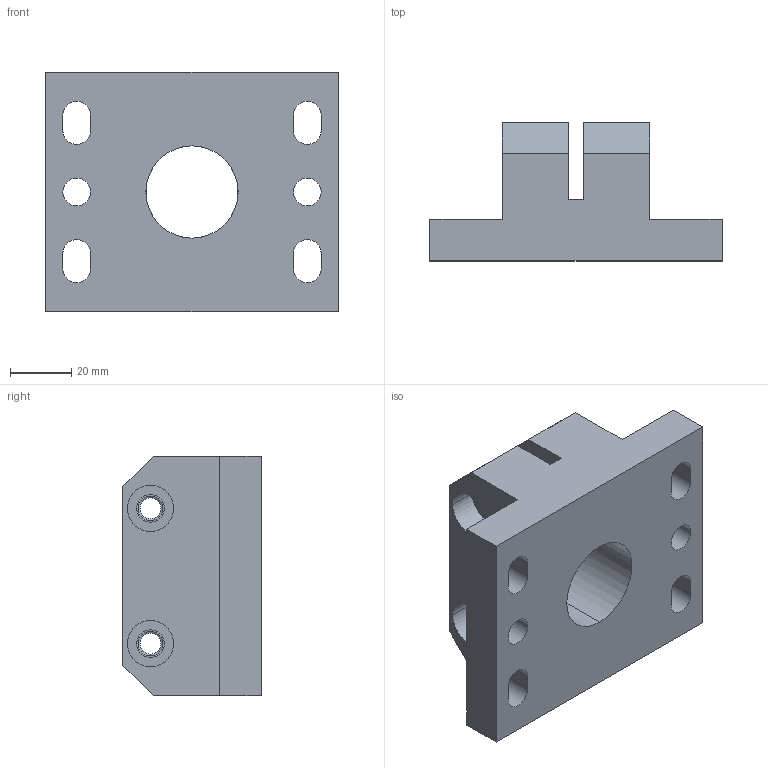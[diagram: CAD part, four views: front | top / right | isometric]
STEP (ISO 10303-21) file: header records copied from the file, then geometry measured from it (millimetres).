
FILE_DESCRIPTION(('Creo Elements/Direct Modeling STEP Export'),'2;1');
FILE_NAME('96.1025_Aufnahmesockel_Ø30.stp','2022-12-12T14:09:29',(''),(''),'PTC Creo Elements/Direct Modeling STEP processor for AP214 (Solid Model)','PTC Creo Elements/Direct Modeling 19.0C 15-Aug-2015 (C) Parametric Technology GmbH','');
FILE_SCHEMA(('AUTOMOTIVE_DESIGN { 1 0 10303 214 1 1 1 1 }'));
Length unit declared in the file: millimetre
Products named in the file (2): Aufnahmesockel_Ø30_96.1025_PX183693
Assembly tree (1 placements, depth 2):
  Aufnahmesockel_Ø30_96.1025_PX183693
    Aufnahmesockel_Ø30_96.1025_PX183693
Bounding box: 95 x 45 x 78 mm (x, y, z)
Volume: 161919.6 mm3; surface area: 35032.3 mm2
Topology: 1 solids, 1 shells, 65 faces, 178 edges, 116 vertices
Faces by surface type: plane 31, cylinder 26, cone 8
Entity records: 2084 total; most frequent: ORIENTED_EDGE 356, CARTESIAN_POINT 336, DIRECTION 326, EDGE_CURVE 178, VERTEX_POINT 116, VECTOR 114, LINE 114, AXIS2_PLACEMENT_3D 106
